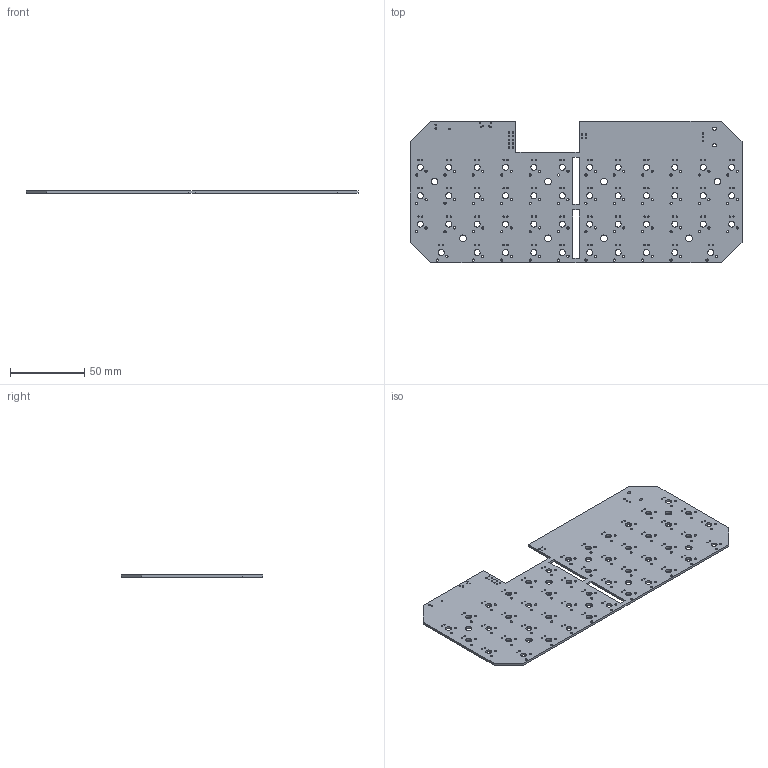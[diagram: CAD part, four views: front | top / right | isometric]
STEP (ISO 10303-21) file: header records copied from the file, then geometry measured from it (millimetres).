
FILE_DESCRIPTION(('KiCad electronic assembly'),'2;1');
FILE_NAME('splitboard.step','2021-04-29T16:58:25',('An Author'),( 'A Company'),'Open CASCADE STEP processor 6.9', 'KiCad to STEP converter','Unknown');
FILE_SCHEMA(('AUTOMOTIVE_DESIGN { 1 0 10303 214 1 1 1 1 }'));
Length unit declared in the file: millimetre
Products named in the file (2): Open CASCADE STEP translator 6.9 1; COMPOUND
Assembly tree (1 placements, depth 2):
  Open CASCADE STEP translator 6.9 1
    COMPOUND
Bounding box: 222.88 x 95.25 x 1.6 mm (x, y, z)
Volume: 29934 mm3; surface area: 41050 mm2
Topology: 1 solids, 1 shells, 313 faces, 933 edges, 622 vertices
Faces by surface type: cylinder 274, plane 39
Full cylindrical faces by diameter (mm): 0.7 x2, 0.8 x2, 0.9 x93, 1 x19, 1.5 x92, 4 x46, 4.5 x8
Entity records: 25723 total; most frequent: CARTESIAN_POINT 7028, DIRECTION 3425, ORIENTED_EDGE 1866, PCURVE 1866, DEFINITIONAL_REPRESENTATION 1866, LINE 1699, VECTOR 1699, EDGE_CURVE 933
